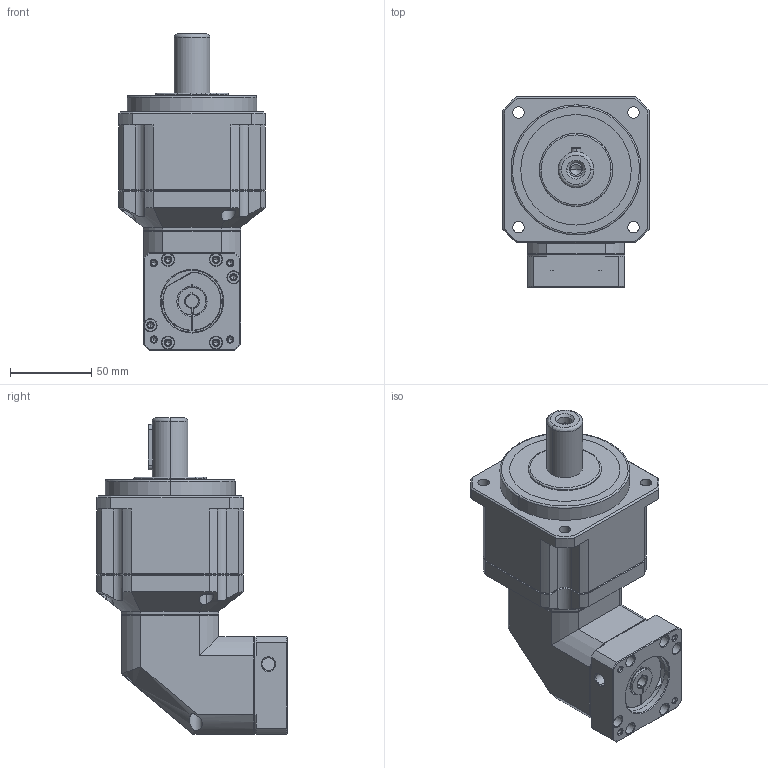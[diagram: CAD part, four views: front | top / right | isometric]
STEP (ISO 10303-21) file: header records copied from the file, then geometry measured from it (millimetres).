
FILE_DESCRIPTION (( 'STEP AP214' ), '1' );
FILE_NAME ('SBL090-L2-8-38.1-66.67M4.STEP', '2021-12-25T07:30:38', ( 'admin' ), ( '' ), 'SwSTEP 2.0', 'SolidWorks 2013', '' );
FILE_SCHEMA (( 'AUTOMOTIVE_DESIGN' ));
Length unit declared in the file: millimetre
Products named in the file (7): SBL060-38.1-66.67M4; 14_X2_8F6C_X0_8_X2_5957_X0_; SB090_X2_8F9351FA7AEF_X0_; SB090_X2_4E007EA79F7F570863A5_X0_060; SBL060_X2_8F9351658F7495017D2773AF_X0_-14; SBL060-14; SBL090-L2-8-38.1-66.67M4
Assembly tree (6 placements, depth 2):
  SBL090-L2-8-38.1-66.67M4
    SBL060-14
    SBL060_X2_8F9351658F7495017D2773AF_X0_-14
    SB090_X2_4E007EA79F7F570863A5_X0_060
    SB090_X2_8F9351FA7AEF_X0_
    14_X2_8F6C_X0_8_X2_5957_X0_
    SBL060-38.1-66.67M4
Bounding box: 90 x 117 x 194.5 mm (x, y, z)
Volume: 883895.9 mm3; surface area: 121997.5 mm2
Topology: 8 solids, 8 shells, 595 faces, 1478 edges, 914 vertices
Faces by surface type: cylinder 217, plane 215, cone 129, bspline 34
Entity records: 26017 total; most frequent: CARTESIAN_POINT 5273, DIRECTION 2916, ORIENTED_EDGE 2908, EDGE_CURVE 1454, AXIS2_PLACEMENT_3D 1128, VERTEX_POINT 914, EDGE_LOOP 674, VECTOR 660
